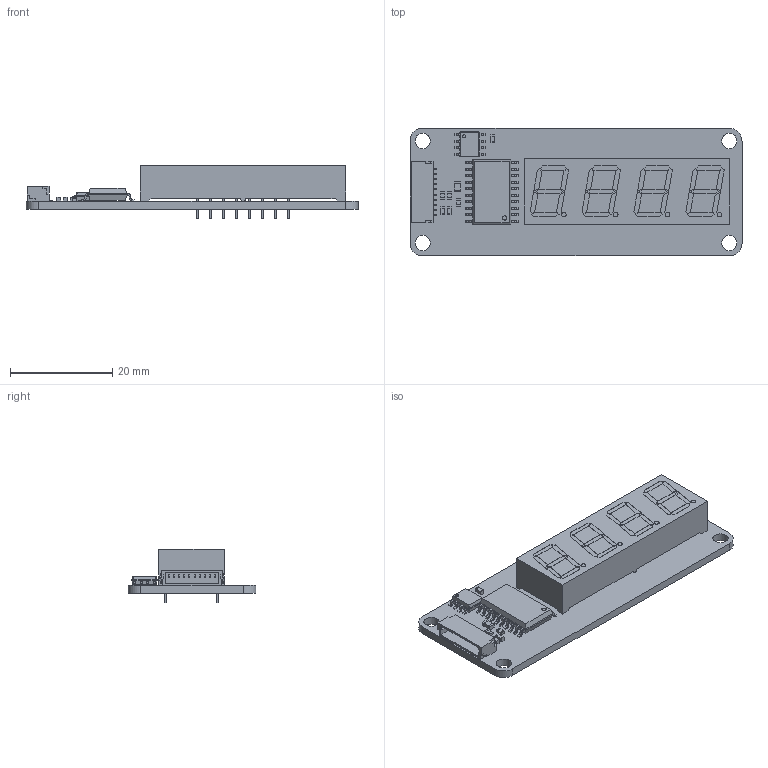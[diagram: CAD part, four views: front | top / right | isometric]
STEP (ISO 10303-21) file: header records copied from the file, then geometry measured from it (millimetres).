
FILE_DESCRIPTION(('FreeCAD Model'),'2;1');
FILE_NAME('segment_display_4x7.step','2017-11-06T14:05:19',('kicad StepUp'),('ksu MCAD'), 'Open CASCADE STEP processor 6.8','FreeCAD','Unknown');
FILE_SCHEMA(('AUTOMOTIVE_DESIGN_CC2 { 1 2 10303 214 -1 1 5 4 }'));
Length unit declared in the file: millimetre
Products named in the file (12): Pcb; R_0603_; R_0603_001; R_0603_002; C_0603_; C_0603_001; C_0805_; C_0603_002; SM10B-SRSS_; soic_8_39x49_p127_; SOP-20_; Segment_4x7_
Bounding box: 65 x 25 x 10.4 mm (x, y, z)
Volume: 6218.1 mm3; surface area: 6167.3 mm2
Topology: 12 solids, 12 shells, 1127 faces, 2956 edges, 1922 vertices
Faces by surface type: plane 874, cylinder 221, bspline 32
Full cylindrical faces by diameter (mm): 0.6 x1, 0.8 x14, 0.9 x2, 3 x4
Entity records: 42052 total; most frequent: CARTESIAN_POINT 6134, ORIENTED_EDGE 5912, DIRECTION 5558, EDGE_CURVE 2956, LINE 2482, VECTOR 2482, VERTEX_POINT 1922, AXIS2_PLACEMENT_3D 1538
